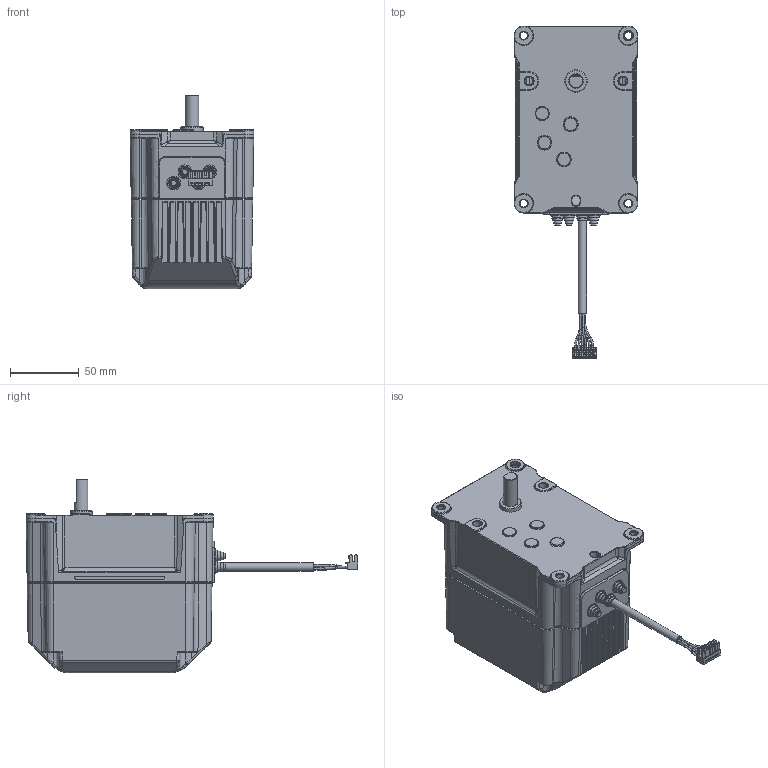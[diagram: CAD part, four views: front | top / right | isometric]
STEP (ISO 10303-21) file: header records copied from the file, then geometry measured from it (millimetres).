
FILE_DESCRIPTION (( 'STEP AP214' ), '1' );
FILE_NAME ('720004-ZU_Dummy Siemens.STEP', '2014-07-01T08:26:13', ( 'Windows User' ), ( 'Schneider-Electric' ), 'SwSTEP 2.0', 'SolidWorks 2010', '' );
FILE_SCHEMA (( 'AUTOMOTIVE_DESIGN' ));
Length unit declared in the file: millimetre
Products named in the file (1): 720004-ZU_Dummy Siemens
Bounding box: 90 x 241.25 x 140.9 mm (x, y, z)
Surface area: 80030.3 mm2 (no closed solid volume)
Topology: 0 solids, 52 shells, 941 faces, 3024 edges, 2053 vertices
Faces by surface type: cylinder 313, plane 309, bspline 129, torus 113, cone 70, sphere 7
Full cylindrical faces by diameter (mm): 1.4 x14, 1.5 x1, 3.95 x2, 4 x3, 5.5 x3, 5.575 x3, 5.9 x1, 7 x4, 7.1 x1, 8.5 x4, 10 x11, 16 x1
Entity records: 46435 total; most frequent: CARTESIAN_POINT 12364, DIRECTION 4613, ORIENTED_EDGE 4515, EDGE_CURVE 2847, VERTEX_POINT 2026, AXIS2_PLACEMENT_3D 1648, LINE 1317, VECTOR 1317
